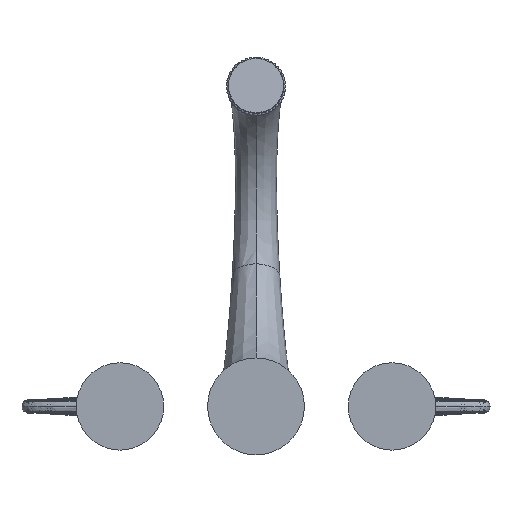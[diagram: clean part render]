
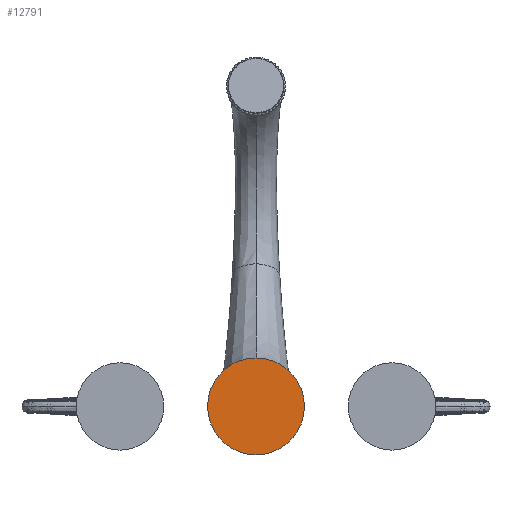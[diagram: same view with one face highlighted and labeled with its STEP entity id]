
A CAD part, front view. The second image highlights one B-rep face of the part: STEP entity #12791.
In plain terms, the highlighted planar face has unit normal (0, -1, 0).
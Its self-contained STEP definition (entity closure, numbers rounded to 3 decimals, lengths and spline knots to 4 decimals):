
#6254=CARTESIAN_POINT('',(0.,0.,0.));
#6255=DIRECTION('',(0.,1.,0.));
#6256=DIRECTION('',(1.,0.,0.));
#6257=AXIS2_PLACEMENT_3D('',#6254,#6255,#6256);
#6259=CARTESIAN_POINT('',(0.,0.,0.));
#6260=DIRECTION('',(0.,-1.,0.));
#6261=DIRECTION('',(1.,0.,0.));
#6262=AXIS2_PLACEMENT_3D('',#6259,#6260,#6261);
#6874=CARTESIAN_POINT('',(1.425,0.,0.));
#6876=VERTEX_POINT('',#6874);
#6882=CARTESIAN_POINT('',(-1.425,0.,0.));
#6884=VERTEX_POINT('',#6882);
#12782=CARTESIAN_POINT('',(0.,0.,0.));
#12783=DIRECTION('',(0.,-1.,0.));
#12784=DIRECTION('',(-1.,0.,0.));
#12785=AXIS2_PLACEMENT_3D('',#12782,#12783,#12784);
#12786=PLANE('',#12785);
#12787=ORIENTED_EDGE('',*,*,#12775,.F.);
#12788=ORIENTED_EDGE('',*,*,#12764,.T.);
#12789=EDGE_LOOP('',(#12787,#12788));
#12790=FACE_OUTER_BOUND('',#12789,.F.);
#12791=ADVANCED_FACE('',(#12790),#12786,.T.);
#6258=CIRCLE('',#6257,1.425);
#6263=CIRCLE('',#6262,1.425);
#12764=EDGE_CURVE('',#6876,#6884,#6258,.T.);
#12775=EDGE_CURVE('',#6876,#6884,#6263,.T.);
